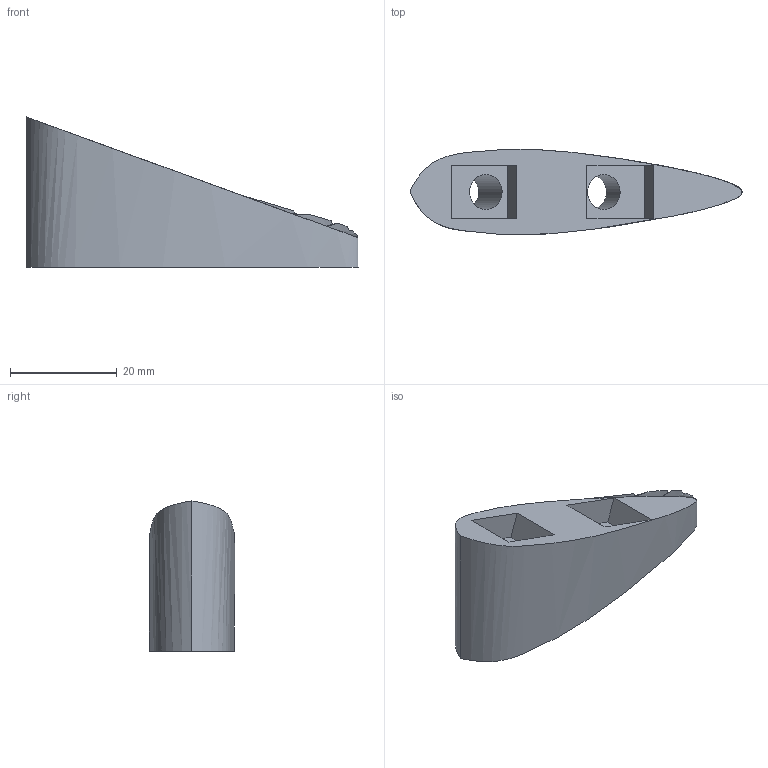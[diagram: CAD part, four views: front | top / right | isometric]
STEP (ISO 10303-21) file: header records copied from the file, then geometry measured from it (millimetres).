
FILE_DESCRIPTION(/* description */ (''),/* implementation_level */ '2;1');
FILE_NAME(/* name */ 'c14316d5-18d0-47df-92d4-9aa4aac4f420.stp',/* time_stamp */ '2019-12-10T10:02:19+01:00',/* author */ ('g.monmasson'),/* organization */ (''),/* preprocessor_version */ 'ST-DEVELOPER v18',/* originating_system */ 'Autodesk Translation Framework v8.2.0.1029',/* authorisation */ '');
FILE_SCHEMA (('AUTOMOTIVE_DESIGN { 1 0 10303 214 3 1 1 }'));
Length unit declared in the file: millimetre
Products named in the file (1): calle rts
Bounding box: 62.13 x 15.94 x 28.13 mm (x, y, z)
Volume: 9821.1 mm3; surface area: 5377.3 mm2
Topology: 1 solids, 1 shells, 67 faces, 171 edges, 112 vertices
Faces by surface type: cylinder 45, plane 16, bspline 6
Full cylindrical faces by diameter (mm): 5.035 x18, 6.147 x17, 6.5 x2, 12 x2
Entity records: 4975 total; most frequent: CARTESIAN_POINT 3490, ORIENTED_EDGE 342, DIRECTION 223, EDGE_CURVE 171, VERTEX_POINT 112, B_SPLINE_CURVE_WITH_KNOTS 86, AXIS2_PLACEMENT_3D 78, EDGE_LOOP 77
